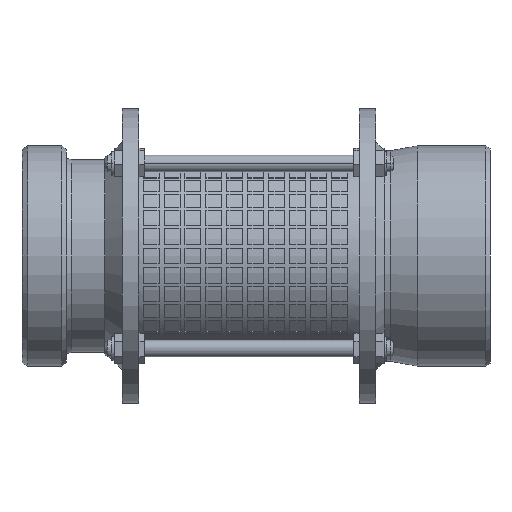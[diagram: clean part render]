
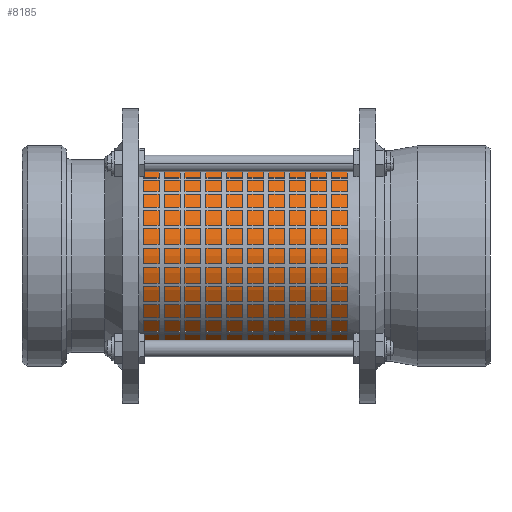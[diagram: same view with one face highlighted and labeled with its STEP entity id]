
A CAD part, front view. The second image highlights one B-rep face of the part: STEP entity #8185.
In plain terms, the highlighted cylindrical face has radius 35.8 mm (diameter 71.6 mm), a partial arc.
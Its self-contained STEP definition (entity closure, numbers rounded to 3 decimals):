
#484 = CARTESIAN_POINT ( 'NONE',  ( 143.758, 0., 35.8 ) ) ;
#1718 = VERTEX_POINT ( 'NONE', #42236 ) ;
#1825 = CYLINDRICAL_SURFACE ( 'NONE', #20172, 35.8 ) ;
#2102 = CARTESIAN_POINT ( 'NONE',  ( 143.758, 0., 0. ) ) ;
#6815 = DIRECTION ( 'NONE',  ( 0., 0., -1. ) ) ;
#8185 = ADVANCED_FACE ( 'NONE', ( #13856 ), #1825, .T. ) ;
#8315 = CARTESIAN_POINT ( 'NONE',  ( -42.5, 0., 35.8 ) ) ;
#10653 = DIRECTION ( 'NONE',  ( 1., 0., 0. ) ) ;
#10772 = VECTOR ( 'NONE', #13052, 1000. ) ;
#10831 = DIRECTION ( 'NONE',  ( 0., 0., -1. ) ) ;
#12643 = CARTESIAN_POINT ( 'NONE',  ( 143.758, 0., -35.8 ) ) ;
#13052 = DIRECTION ( 'NONE',  ( -1., 0., 0. ) ) ;
#13771 = EDGE_CURVE ( 'NONE', #27232, #26162, #41649, .T. ) ;
#13856 = FACE_OUTER_BOUND ( 'NONE', #14798, .T. ) ;
#14798 = EDGE_LOOP ( 'NONE', ( #49985, #35476, #39035, #27887 ) ) ;
#16207 = LINE ( 'NONE', #12643, #53899 ) ;
#20172 = AXIS2_PLACEMENT_3D ( 'NONE', #2102, #51545, #42805 ) ;
#21246 = EDGE_CURVE ( 'NONE', #49571, #27232, #42282, .T. ) ;
#23656 = CARTESIAN_POINT ( 'NONE',  ( 42.5, 0., 0. ) ) ;
#26162 = VERTEX_POINT ( 'NONE', #40425 ) ;
#26771 = AXIS2_PLACEMENT_3D ( 'NONE', #23656, #31051, #10831 ) ;
#27232 = VERTEX_POINT ( 'NONE', #8315 ) ;
#27887 = ORIENTED_EDGE ( 'NONE', *, *, #13771, .T. ) ;
#30522 = EDGE_CURVE ( 'NONE', #49571, #1718, #50441, .T. ) ;
#31051 = DIRECTION ( 'NONE',  ( 1., 0., 0. ) ) ;
#33404 = EDGE_CURVE ( 'NONE', #1718, #26162, #16207, .T. ) ;
#33780 = AXIS2_PLACEMENT_3D ( 'NONE', #39616, #10653, #6815 ) ;
#35476 = ORIENTED_EDGE ( 'NONE', *, *, #30522, .F. ) ;
#39035 = ORIENTED_EDGE ( 'NONE', *, *, #21246, .T. ) ;
#39616 = CARTESIAN_POINT ( 'NONE',  ( -42.5, 0., 0. ) ) ;
#40425 = CARTESIAN_POINT ( 'NONE',  ( -42.5, 0., -35.8 ) ) ;
#41649 = CIRCLE ( 'NONE', #33780, 35.8 ) ;
#42236 = CARTESIAN_POINT ( 'NONE',  ( 42.5, 0., -35.8 ) ) ;
#42282 = LINE ( 'NONE', #484, #10772 ) ;
#42805 = DIRECTION ( 'NONE',  ( 0., 0., 1. ) ) ;
#45425 = DIRECTION ( 'NONE',  ( -1., 0., 0. ) ) ;
#46119 = CARTESIAN_POINT ( 'NONE',  ( 42.5, 0., 35.8 ) ) ;
#49571 = VERTEX_POINT ( 'NONE', #46119 ) ;
#49985 = ORIENTED_EDGE ( 'NONE', *, *, #33404, .F. ) ;
#50441 = CIRCLE ( 'NONE', #26771, 35.8 ) ;
#51545 = DIRECTION ( 'NONE',  ( -1., 0., 0. ) ) ;
#53899 = VECTOR ( 'NONE', #45425, 1000. ) ;
